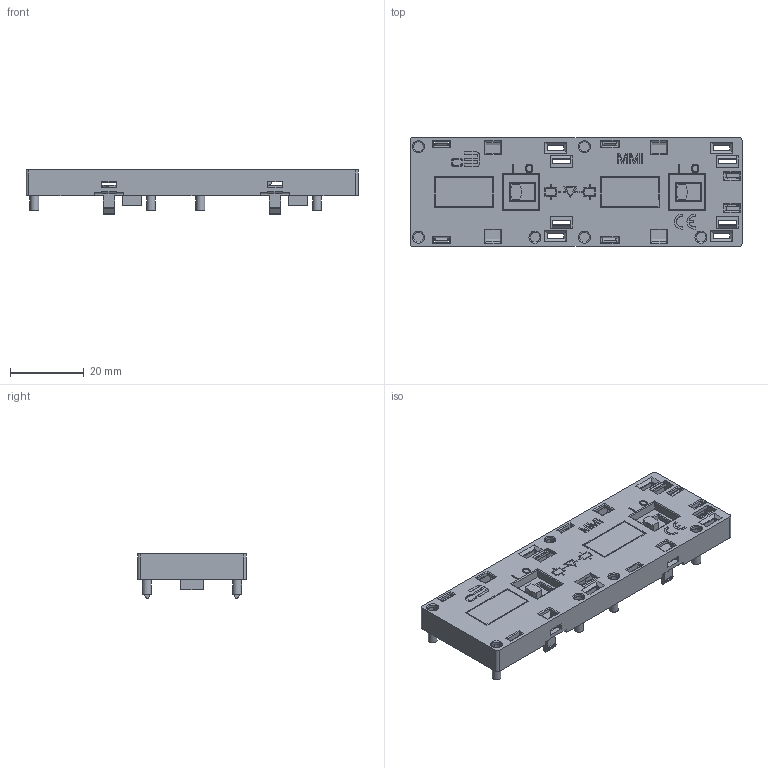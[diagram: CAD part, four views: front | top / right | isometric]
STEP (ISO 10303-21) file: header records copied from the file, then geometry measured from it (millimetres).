
FILE_DESCRIPTION((''),'2;1');
FILE_NAME('12C70084G01 - 300-MMI.stp','2015-05-22T18:42:35',('rshanor'),(''),'Autodesk Inventor 2013','Autodesk Inventor 2013','');
FILE_SCHEMA(('AUTOMOTIVE_DESIGN { 1 2 10303 214 0 1 1 1 }'));
Length unit declared in the file: inch
Products named in the file (1): 12C70084G01
Bounding box: 90 x 29.5 x 12.02 mm (x, y, z)
Volume: 8957 mm3; surface area: 16467.9 mm2
Topology: 1 solids, 1 shells, 1119 faces, 3077 edges, 2002 vertices
Faces by surface type: plane 819, cylinder 260, bspline 32, torus 8
Full cylindrical faces by diameter (mm): 1.6 x1, 2.4 x7, 2.75 x6, 3.15 x1, 3.5 x1, 3.8 x1, 3.85 x1, 3.95 x2, 4.2 x1
Entity records: 36503 total; most frequent: CARTESIAN_POINT 6668, ORIENTED_EDGE 6082, DIRECTION 5637, EDGE_CURVE 3041, VECTOR 2489, LINE 2489, VERTEX_POINT 1993, AXIS2_PLACEMENT_3D 1574
